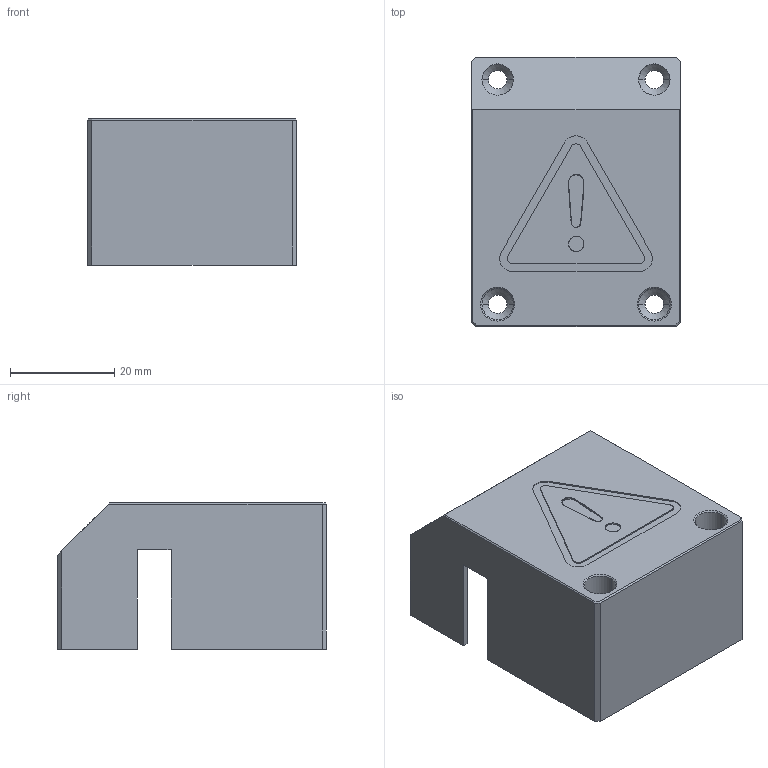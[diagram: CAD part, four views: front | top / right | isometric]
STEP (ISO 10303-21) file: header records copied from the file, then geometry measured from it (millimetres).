
FILE_DESCRIPTION (( 'STEP AP214' ), '1' );
FILE_NAME ('Tool-Changer Cover.STEP', '2021-08-15T09:15:01', ( '' ), ( '' ), 'SwSTEP 2.0', 'SolidWorks 2020', '' );
FILE_SCHEMA (( 'AUTOMOTIVE_DESIGN' ));
Length unit declared in the file: millimetre
Products named in the file (1): Tool-Changer Cover
Bounding box: 40 x 51.5 x 28 mm (x, y, z)
Volume: 7665 mm3; surface area: 13745.6 mm2
Topology: 4 solids, 4 shells, 204 faces, 552 edges, 361 vertices
Faces by surface type: plane 89, cylinder 67, bspline 36, cone 12
Entity records: 8697 total; most frequent: CARTESIAN_POINT 1859, ORIENTED_EDGE 1104, DIRECTION 895, EDGE_CURVE 552, VERTEX_POINT 361, VECTOR 317, LINE 317, AXIS2_PLACEMENT_3D 289
